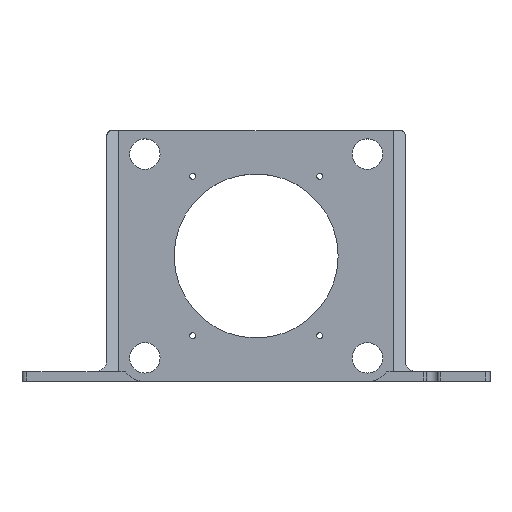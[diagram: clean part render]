
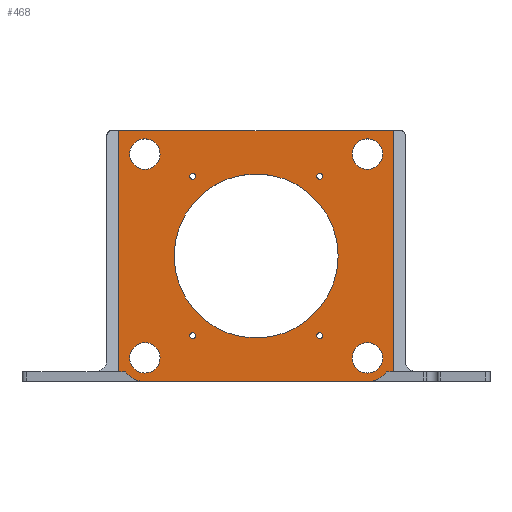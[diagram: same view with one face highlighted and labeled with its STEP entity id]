
A CAD part, top view. The second image highlights one B-rep face of the part: STEP entity #468.
In plain terms, the highlighted planar face has unit normal (0, 0, 1).
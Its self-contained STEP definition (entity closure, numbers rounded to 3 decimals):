
#244=CARTESIAN_POINT('',(584.6,-76.,165.83));
#245=VERTEX_POINT('',#244);
#252=CARTESIAN_POINT('',(581.749,-76.,165.83));
#253=VERTEX_POINT('',#252);
#254=CARTESIAN_POINT('',(581.749,-76.,165.83));
#255=DIRECTION('',(1.,0.,0.));
#256=VECTOR('',#255,2.851);
#257=LINE('',#254,#256);
#258=EDGE_CURVE('',#253,#245,#257,.T.);
#269=CARTESIAN_POINT('',(581.6,-78.,165.83));
#270=DIRECTION('',(0.,0.,-1.));
#271=DIRECTION('',(-1.,0.,0.));
#272=AXIS2_PLACEMENT_3D('',#269,#270,#271);
#273=PLANE('',#272);
#274=CARTESIAN_POINT('',(485.,17.,165.83));
#275=VERTEX_POINT('',#274);
#276=CARTESIAN_POINT('',(472.,17.,165.83));
#277=VERTEX_POINT('',#276);
#278=CARTESIAN_POINT('',(478.5,17.,165.83));
#279=DIRECTION('',(-0.,-0.,1.));
#280=DIRECTION('',(-1.,0.,0.));
#281=AXIS2_PLACEMENT_3D('',#278,#279,#280);
#282=CIRCLE('',#281,6.5);
#283=EDGE_CURVE('',#275,#277,#282,.T.);
#284=ORIENTED_EDGE('',*,*,#283,.F.);
#285=CARTESIAN_POINT('',(478.5,17.,165.83));
#286=DIRECTION('',(-0.,-0.,1.));
#287=DIRECTION('',(-1.,0.,0.));
#288=AXIS2_PLACEMENT_3D('',#285,#286,#287);
#289=CIRCLE('',#288,6.5);
#290=EDGE_CURVE('',#277,#275,#289,.T.);
#291=ORIENTED_EDGE('',*,*,#290,.F.);
#292=EDGE_LOOP('',(#284,#291));
#293=FACE_BOUND('',#292,.T.);
#294=CARTESIAN_POINT('',(485.,-70.,165.83));
#295=VERTEX_POINT('',#294);
#296=CARTESIAN_POINT('',(472.,-70.,165.83));
#297=VERTEX_POINT('',#296);
#298=CARTESIAN_POINT('',(478.5,-70.,165.83));
#299=DIRECTION('',(-0.,-0.,1.));
#300=DIRECTION('',(-1.,0.,0.));
#301=AXIS2_PLACEMENT_3D('',#298,#299,#300);
#302=CIRCLE('',#301,6.5);
#303=EDGE_CURVE('',#295,#297,#302,.T.);
#304=ORIENTED_EDGE('',*,*,#303,.F.);
#305=CARTESIAN_POINT('',(478.5,-70.,165.83));
#306=DIRECTION('',(-0.,-0.,1.));
#307=DIRECTION('',(-1.,0.,0.));
#308=AXIS2_PLACEMENT_3D('',#305,#306,#307);
#309=CIRCLE('',#308,6.5);
#310=EDGE_CURVE('',#297,#295,#309,.T.);
#311=ORIENTED_EDGE('',*,*,#310,.F.);
#312=EDGE_LOOP('',(#304,#311));
#313=FACE_BOUND('',#312,.T.);
#314=CARTESIAN_POINT('',(580.,17.,165.83));
#315=VERTEX_POINT('',#314);
#316=CARTESIAN_POINT('',(567.,17.,165.83));
#317=VERTEX_POINT('',#316);
#318=CARTESIAN_POINT('',(573.5,17.,165.83));
#319=DIRECTION('',(-0.,-0.,1.));
#320=DIRECTION('',(-1.,0.,0.));
#321=AXIS2_PLACEMENT_3D('',#318,#319,#320);
#322=CIRCLE('',#321,6.5);
#323=EDGE_CURVE('',#315,#317,#322,.T.);
#324=ORIENTED_EDGE('',*,*,#323,.F.);
#325=CARTESIAN_POINT('',(573.5,17.,165.83));
#326=DIRECTION('',(-0.,-0.,1.));
#327=DIRECTION('',(-1.,0.,0.));
#328=AXIS2_PLACEMENT_3D('',#325,#326,#327);
#329=CIRCLE('',#328,6.5);
#330=EDGE_CURVE('',#317,#315,#329,.T.);
#331=ORIENTED_EDGE('',*,*,#330,.F.);
#332=EDGE_LOOP('',(#324,#331));
#333=FACE_BOUND('',#332,.T.);
#334=CARTESIAN_POINT('',(580.,-70.,165.83));
#335=VERTEX_POINT('',#334);
#336=CARTESIAN_POINT('',(567.,-70.,165.83));
#337=VERTEX_POINT('',#336);
#338=CARTESIAN_POINT('',(573.5,-70.,165.83));
#339=DIRECTION('',(-0.,-0.,1.));
#340=DIRECTION('',(-1.,0.,0.));
#341=AXIS2_PLACEMENT_3D('',#338,#339,#340);
#342=CIRCLE('',#341,6.5);
#343=EDGE_CURVE('',#335,#337,#342,.T.);
#344=ORIENTED_EDGE('',*,*,#343,.F.);
#345=CARTESIAN_POINT('',(573.5,-70.,165.83));
#346=DIRECTION('',(-0.,-0.,1.));
#347=DIRECTION('',(-1.,0.,0.));
#348=AXIS2_PLACEMENT_3D('',#345,#346,#347);
#349=CIRCLE('',#348,6.5);
#350=EDGE_CURVE('',#337,#335,#349,.T.);
#351=ORIENTED_EDGE('',*,*,#350,.F.);
#352=EDGE_LOOP('',(#344,#351));
#353=FACE_BOUND('',#352,.T.);
#354=CARTESIAN_POINT('',(554.375,-60.5,165.83));
#355=VERTEX_POINT('',#354);
#356=CARTESIAN_POINT('',(553.125,-60.5,165.83));
#357=DIRECTION('',(0.,0.,1.));
#358=DIRECTION('',(1.,0.,-0.));
#359=AXIS2_PLACEMENT_3D('',#356,#357,#358);
#360=CIRCLE('',#359,1.25);
#361=EDGE_CURVE('',#355,#355,#360,.T.);
#362=ORIENTED_EDGE('',*,*,#361,.F.);
#363=EDGE_LOOP('',(#362));
#364=FACE_BOUND('',#363,.T.);
#365=CARTESIAN_POINT('',(500.125,-60.5,165.83));
#366=VERTEX_POINT('',#365);
#367=CARTESIAN_POINT('',(498.875,-60.5,165.83));
#368=DIRECTION('',(0.,0.,1.));
#369=DIRECTION('',(1.,0.,-0.));
#370=AXIS2_PLACEMENT_3D('',#367,#368,#369);
#371=CIRCLE('',#370,1.25);
#372=EDGE_CURVE('',#366,#366,#371,.T.);
#373=ORIENTED_EDGE('',*,*,#372,.F.);
#374=EDGE_LOOP('',(#373));
#375=FACE_BOUND('',#374,.T.);
#376=CARTESIAN_POINT('',(554.375,7.5,165.83));
#377=VERTEX_POINT('',#376);
#378=CARTESIAN_POINT('',(553.125,7.5,165.83));
#379=DIRECTION('',(0.,0.,1.));
#380=DIRECTION('',(1.,0.,-0.));
#381=AXIS2_PLACEMENT_3D('',#378,#379,#380);
#382=CIRCLE('',#381,1.25);
#383=EDGE_CURVE('',#377,#377,#382,.T.);
#384=ORIENTED_EDGE('',*,*,#383,.F.);
#385=EDGE_LOOP('',(#384));
#386=FACE_BOUND('',#385,.T.);
#387=CARTESIAN_POINT('',(500.125,7.5,165.83));
#388=VERTEX_POINT('',#387);
#389=CARTESIAN_POINT('',(498.875,7.5,165.83));
#390=DIRECTION('',(0.,0.,1.));
#391=DIRECTION('',(1.,0.,-0.));
#392=AXIS2_PLACEMENT_3D('',#389,#390,#391);
#393=CIRCLE('',#392,1.25);
#394=EDGE_CURVE('',#388,#388,#393,.T.);
#395=ORIENTED_EDGE('',*,*,#394,.F.);
#396=EDGE_LOOP('',(#395));
#397=FACE_BOUND('',#396,.T.);
#398=CARTESIAN_POINT('',(561.,-26.5,165.83));
#399=VERTEX_POINT('',#398);
#400=CARTESIAN_POINT('',(526.,-26.5,165.83));
#401=DIRECTION('',(0.,0.,1.));
#402=DIRECTION('',(1.,0.,-0.));
#403=AXIS2_PLACEMENT_3D('',#400,#401,#402);
#404=CIRCLE('',#403,35.);
#405=EDGE_CURVE('',#399,#399,#404,.T.);
#406=ORIENTED_EDGE('',*,*,#405,.F.);
#407=EDGE_LOOP('',(#406));
#408=FACE_BOUND('',#407,.T.);
#409=CARTESIAN_POINT('',(584.6,27.,165.83));
#410=VERTEX_POINT('',#409);
#411=CARTESIAN_POINT('',(467.3,27.,165.83));
#412=VERTEX_POINT('',#411);
#413=CARTESIAN_POINT('',(584.6,27.,165.83));
#414=DIRECTION('',(-1.,-0.,0.));
#415=VECTOR('',#414,117.3);
#416=LINE('',#413,#415);
#417=EDGE_CURVE('',#410,#412,#416,.T.);
#418=ORIENTED_EDGE('',*,*,#417,.T.);
#419=CARTESIAN_POINT('',(467.3,-76.,165.83));
#420=VERTEX_POINT('',#419);
#421=CARTESIAN_POINT('',(467.3,27.,165.83));
#422=DIRECTION('',(0.,-1.,0.));
#423=VECTOR('',#422,103.);
#424=LINE('',#421,#423);
#425=EDGE_CURVE('',#412,#420,#424,.T.);
#426=ORIENTED_EDGE('',*,*,#425,.T.);
#427=CARTESIAN_POINT('',(470.251,-76.,165.83));
#428=VERTEX_POINT('',#427);
#429=CARTESIAN_POINT('',(470.251,-76.,165.83));
#430=DIRECTION('',(-1.,-0.,0.));
#431=VECTOR('',#430,2.951);
#432=LINE('',#429,#431);
#433=EDGE_CURVE('',#428,#420,#432,.T.);
#434=ORIENTED_EDGE('',*,*,#433,.F.);
#435=CARTESIAN_POINT('',(476.49,-80.,165.83));
#436=VERTEX_POINT('',#435);
#437=CARTESIAN_POINT('',(478.5,-70.,165.83));
#438=DIRECTION('',(0.,0.,1.));
#439=DIRECTION('',(1.,0.,-0.));
#440=AXIS2_PLACEMENT_3D('',#437,#438,#439);
#441=CIRCLE('',#440,10.2);
#442=EDGE_CURVE('',#428,#436,#441,.T.);
#443=ORIENTED_EDGE('',*,*,#442,.T.);
#444=CARTESIAN_POINT('',(575.51,-80.,165.83));
#445=VERTEX_POINT('',#444);
#446=CARTESIAN_POINT('',(575.51,-80.,165.83));
#447=DIRECTION('',(-1.,-0.,0.));
#448=VECTOR('',#447,99.02);
#449=LINE('',#446,#448);
#450=EDGE_CURVE('',#445,#436,#449,.T.);
#451=ORIENTED_EDGE('',*,*,#450,.F.);
#452=CARTESIAN_POINT('',(573.5,-70.,165.83));
#453=DIRECTION('',(0.,0.,1.));
#454=DIRECTION('',(1.,0.,-0.));
#455=AXIS2_PLACEMENT_3D('',#452,#453,#454);
#456=CIRCLE('',#455,10.2);
#457=EDGE_CURVE('',#445,#253,#456,.T.);
#458=ORIENTED_EDGE('',*,*,#457,.T.);
#459=ORIENTED_EDGE('',*,*,#258,.T.);
#460=CARTESIAN_POINT('',(584.6,27.,165.83));
#461=DIRECTION('',(0.,-1.,0.));
#462=VECTOR('',#461,103.);
#463=LINE('',#460,#462);
#464=EDGE_CURVE('',#410,#245,#463,.T.);
#465=ORIENTED_EDGE('',*,*,#464,.F.);
#466=EDGE_LOOP('',(#418,#426,#434,#443,#451,#458,#459,#465));
#467=FACE_BOUND('',#466,.T.);
#468=ADVANCED_FACE('',(#293,#313,#333,#353,#364,#375,#386,#397,#408,#467),#273,.F.);
